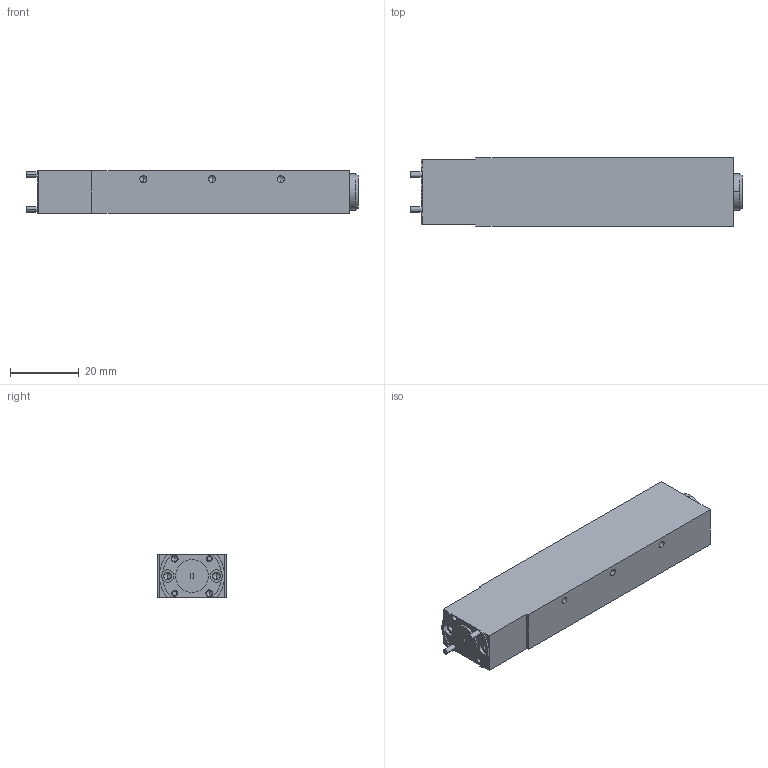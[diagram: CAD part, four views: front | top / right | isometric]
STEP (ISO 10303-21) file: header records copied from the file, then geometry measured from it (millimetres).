
FILE_DESCRIPTION (( 'STEP AP214' ), '1' );
FILE_NAME ('SR-SD-MKR1-A, Defeatured.STEP', '2024-11-05T20:48:15', ( '' ), ( '' ), 'SwSTEP 2.0', 'SolidWorks 2021', '' );
FILE_SCHEMA (( 'AUTOMOTIVE_DESIGN' ));
Length unit declared in the file: inch
Products named in the file (1): SR-SD-MKR1-A, Defeatured
Bounding box: 96.72 x 20 x 12.4 mm (x, y, z)
Volume: 22281.6 mm3; surface area: 6852.9 mm2
Topology: 1 solids, 1 shells, 122 faces, 294 edges, 176 vertices
Faces by surface type: cylinder 54, cone 34, plane 34
Entity records: 5054 total; most frequent: DIRECTION 650, CARTESIAN_POINT 573, ORIENTED_EDGE 548, EDGE_CURVE 274, AXIS2_PLACEMENT_3D 253, VERTEX_POINT 176, VECTOR 144, EDGE_LOOP 144
